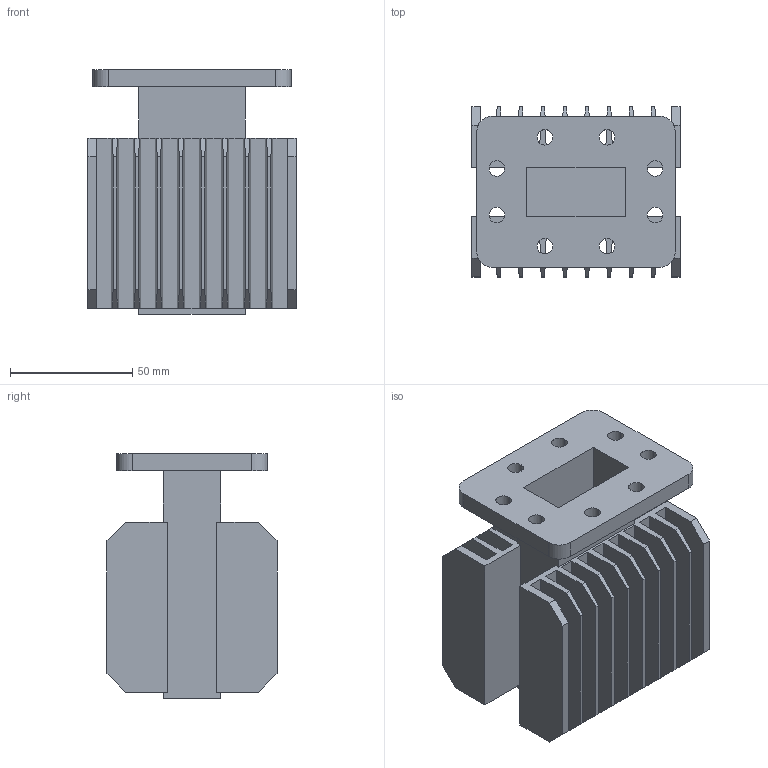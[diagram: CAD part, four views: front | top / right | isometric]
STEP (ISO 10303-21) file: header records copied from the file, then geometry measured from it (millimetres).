
FILE_DESCRIPTION (( 'STEP AP214' ), '1' );
FILE_NAME ('PE-W159TR1001.step', '2021-06-04T19:02:52', ( '' ), ( '' ), 'SwSTEP 2.0', 'SolidWorks 2020', '' );
FILE_SCHEMA (( 'AUTOMOTIVE_DESIGN' ));
Length unit declared in the file: inch
Products named in the file (1): PE-W159TR1001
Bounding box: 85 x 69.44 x 100 mm (x, y, z)
Volume: 142547.8 mm3; surface area: 108272.9 mm2
Topology: 1 solids, 1 shells, 164 faces, 480 edges, 320 vertices
Faces by surface type: plane 144, cylinder 20
Entity records: 5436 total; most frequent: CARTESIAN_POINT 965, ORIENTED_EDGE 960, DIRECTION 850, EDGE_CURVE 480, VECTOR 440, LINE 440, VERTEX_POINT 320, AXIS2_PLACEMENT_3D 205
